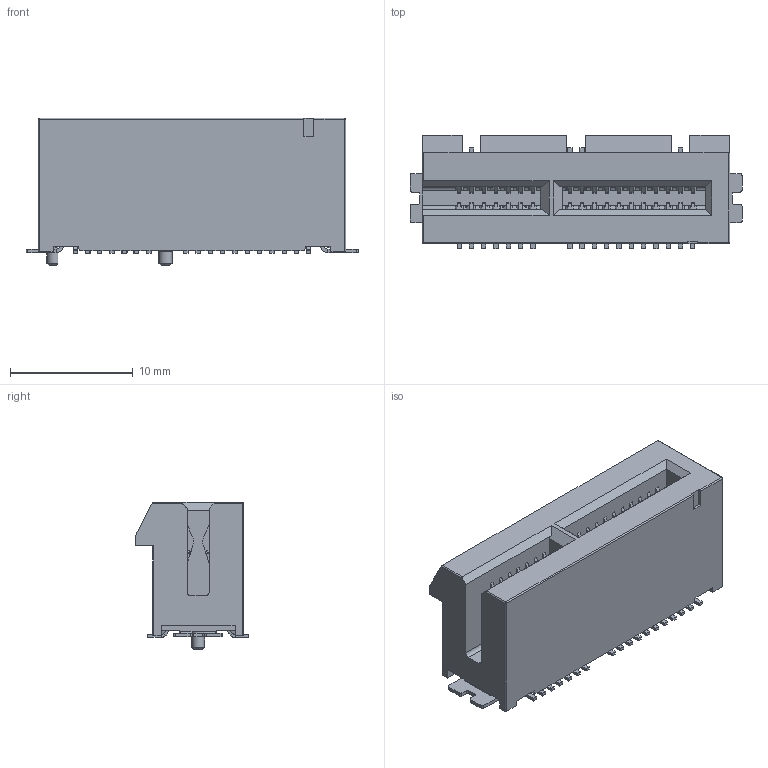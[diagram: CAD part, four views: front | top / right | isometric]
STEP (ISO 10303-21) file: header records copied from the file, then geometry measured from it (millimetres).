
FILE_DESCRIPTION((''),'2;1');
FILE_NAME('C-4-2371899-1','2022-07-07T07:50:08',('workeradm'),('TE Connectivity Ltd.'),'CREO PARAMETRIC BY PTC INC, 2021072','CREO PARAMETRIC BY PTC INC, 2021072','');
FILE_SCHEMA(('AUTOMOTIVE_DESIGN { 1 0 10303 214 1 1 1 1 }'));
Length unit declared in the file: millimetre
Products named in the file (1): C-4-2371899-1
Bounding box: 27 x 9.2 x 12 mm (x, y, z)
Volume: 1731.5 mm3; surface area: 1637.2 mm2
Topology: 1 solids, 1 shells, 1513 faces, 4141 edges, 2674 vertices
Faces by surface type: plane 1236, cylinder 263, cone 6, bspline 6, sphere 2
Entity records: 47354 total; most frequent: CARTESIAN_POINT 8929, ORIENTED_EDGE 8282, DIRECTION 7381, EDGE_CURVE 4141, VECTOR 3579, LINE 3579, VERTEX_POINT 2674, AXIS2_PLACEMENT_3D 1901
